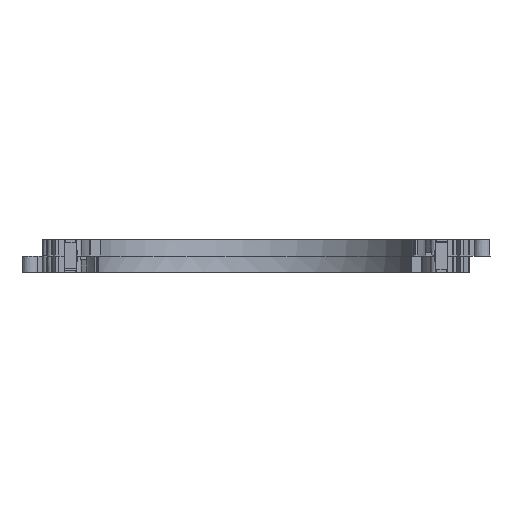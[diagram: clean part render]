
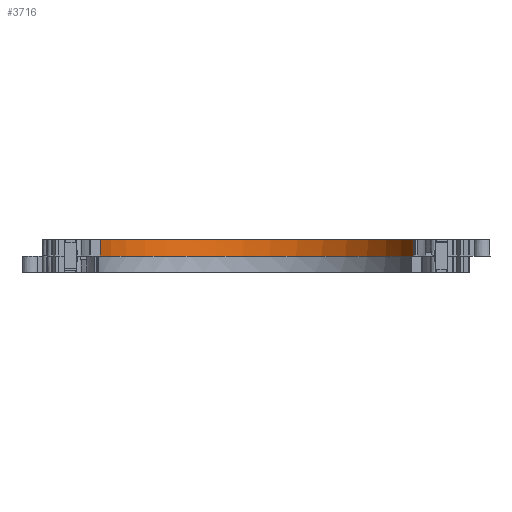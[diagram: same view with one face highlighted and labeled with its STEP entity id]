
A CAD part, front view. The second image highlights one B-rep face of the part: STEP entity #3716.
In plain terms, the highlighted conical face has half-angle 0.5 degrees and reference radius 100 mm.
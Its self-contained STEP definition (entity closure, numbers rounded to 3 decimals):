
#809 = CARTESIAN_POINT ( 'NONE',  ( 0., -300., 0. ) ) ;
#2319 = VECTOR ( 'NONE', #15262, 1000. ) ;
#3716 = ADVANCED_FACE ( 'NONE', ( #12850 ), #4515, .F. ) ;
#3910 = CARTESIAN_POINT ( 'NONE',  ( 100.087, -300., 10. ) ) ;
#4230 = CARTESIAN_POINT ( 'NONE',  ( 94.328, -266.8, 0. ) ) ;
#4344 = CARTESIAN_POINT ( 'NONE',  ( 0., -300., 0. ) ) ;
#4363 = DIRECTION ( 'NONE',  ( 0., 0., -1. ) ) ;
#4515 = CONICAL_SURFACE ( 'NONE', #19807, 100., 0.009 ) ;
#4548 = ORIENTED_EDGE ( 'NONE', *, *, #9724, .T. ) ;
#5245 = VERTEX_POINT ( 'NONE', #26592 ) ;
#5987 = AXIS2_PLACEMENT_3D ( 'NONE', #13357, #11436, #13625 ) ;
#6603 = VERTEX_POINT ( 'NONE', #8180 ) ;
#7031 = CARTESIAN_POINT ( 'NONE',  ( 100., -300., 0. ) ) ;
#8175 = AXIS2_PLACEMENT_3D ( 'NONE', #16663, #4363, #14902 ) ;
#8180 = CARTESIAN_POINT ( 'NONE',  ( 100., -300., 0. ) ) ;
#8546 = LINE ( 'NONE', #7031, #2319 ) ;
#9467 = EDGE_CURVE ( 'NONE', #6603, #10671, #8546, .T. ) ;
#9724 = EDGE_CURVE ( 'NONE', #5245, #20290, #12981, .T. ) ;
#9795 = ORIENTED_EDGE ( 'NONE', *, *, #12063, .T. ) ;
#10442 = CARTESIAN_POINT ( 'NONE',  ( -94.349, -266.771, 3.333 ) ) ;
#10671 = VERTEX_POINT ( 'NONE', #3910 ) ;
#11436 = DIRECTION ( 'NONE',  ( 0., 0., -1. ) ) ;
#12063 = EDGE_CURVE ( 'NONE', #20290, #18518, #17357, .T. ) ;
#12102 = CARTESIAN_POINT ( 'NONE',  ( -94.39, -266.713, 10. ) ) ;
#12366 = CARTESIAN_POINT ( 'NONE',  ( -94.369, -266.742, 6.667 ) ) ;
#12643 = EDGE_CURVE ( 'NONE', #5245, #10671, #17793, .T. ) ;
#12765 = CIRCLE ( 'NONE', #19759, 100. ) ;
#12850 = FACE_OUTER_BOUND ( 'NONE', #15148, .T. ) ;
#12981 = B_SPLINE_CURVE_WITH_KNOTS ( 'NONE', 3,
 ( #12102, #12366, #10442, #20432 ),
 .UNSPECIFIED., .F., .F.,
 ( 4, 4 ),
 ( 0.001, 0.011 ),
 .UNSPECIFIED. ) ;
#13357 = CARTESIAN_POINT ( 'NONE',  ( 0., -300., 10. ) ) ;
#13625 = DIRECTION ( 'NONE',  ( -1., 0., 0. ) ) ;
#14568 = ORIENTED_EDGE ( 'NONE', *, *, #23566, .F. ) ;
#14902 = DIRECTION ( 'NONE',  ( 1., 0., 0. ) ) ;
#15148 = EDGE_LOOP ( 'NONE', ( #14568, #23376, #23972, #4548, #9795 ) ) ;
#15262 = DIRECTION ( 'NONE',  ( 0.009, 0., 1. ) ) ;
#16663 = CARTESIAN_POINT ( 'NONE',  ( 0., -300., 0. ) ) ;
#16805 = CARTESIAN_POINT ( 'NONE',  ( -94.328, -266.8, 0. ) ) ;
#17189 = DIRECTION ( 'NONE',  ( 0., 0., 1. ) ) ;
#17357 = CIRCLE ( 'NONE', #8175, 100. ) ;
#17793 = CIRCLE ( 'NONE', #5987, 100.087 ) ;
#18518 = VERTEX_POINT ( 'NONE', #4230 ) ;
#19759 = AXIS2_PLACEMENT_3D ( 'NONE', #4344, #17189, #21299 ) ;
#19807 = AXIS2_PLACEMENT_3D ( 'NONE', #809, #21191, #23783 ) ;
#20290 = VERTEX_POINT ( 'NONE', #16805 ) ;
#20432 = CARTESIAN_POINT ( 'NONE',  ( -94.328, -266.8, 0. ) ) ;
#21191 = DIRECTION ( 'NONE',  ( 0., 0., 1. ) ) ;
#21299 = DIRECTION ( 'NONE',  ( -1., 0., 0. ) ) ;
#23376 = ORIENTED_EDGE ( 'NONE', *, *, #9467, .T. ) ;
#23566 = EDGE_CURVE ( 'NONE', #6603, #18518, #12765, .T. ) ;
#23783 = DIRECTION ( 'NONE',  ( 1., 0., 0. ) ) ;
#23972 = ORIENTED_EDGE ( 'NONE', *, *, #12643, .F. ) ;
#26592 = CARTESIAN_POINT ( 'NONE',  ( -94.39, -266.713, 10. ) ) ;
